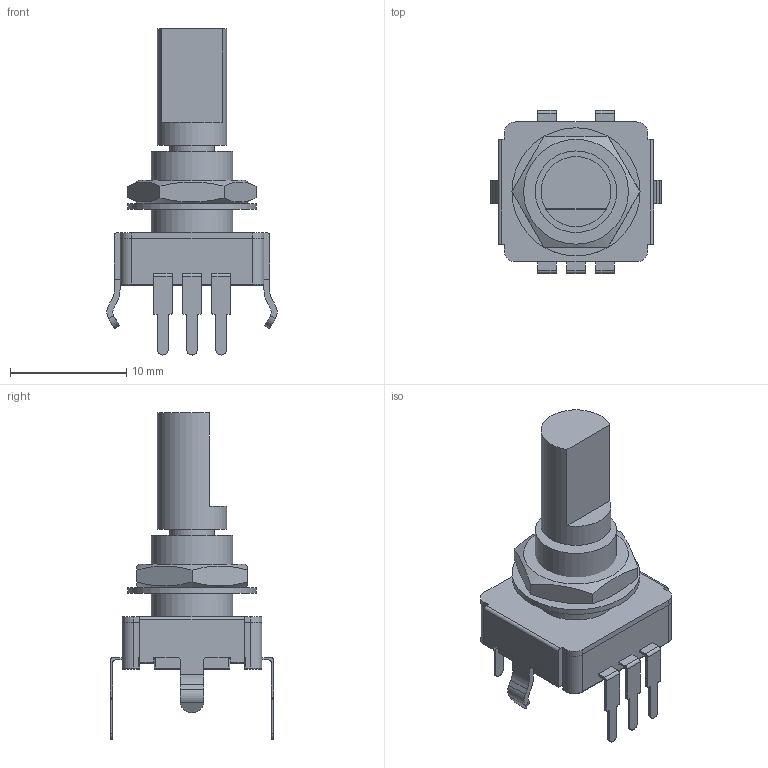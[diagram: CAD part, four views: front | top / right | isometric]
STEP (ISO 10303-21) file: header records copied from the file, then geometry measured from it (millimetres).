
FILE_DESCRIPTION(/* description */ (''),/* implementation_level */ '2;1');
FILE_NAME(/* name */ 'Encoder incremental.stp',/* time_stamp */ '2019-03-27T20:46:00+01:00',/* author */ ('Willist'),/* organization */ (''),/* preprocessor_version */ 'ST-DEVELOPER v17.2',/* originating_system */ 'Autodesk Inventor 2019',/* authorisation */ '');
FILE_SCHEMA (('AUTOMOTIVE_DESIGN { 1 0 10303 214 3 1 1 }'));
Length unit declared in the file: millimetre
Products named in the file (8): 12mm Incremental Encoder - BOURNS PEC11S; 12mm Incremental Encoder Base; 12mm Incremental Encoder Pin; 12mm Incremental Encoder Anti-Rotation Plate; 12mm Incremental Encoder Threaded Tube; 12mm Incremental Encoder Washer; Part81; 12mm Incremental Encoder Shaft
Assembly tree (11 placements, depth 2):
  12mm Incremental Encoder - BOURNS PEC11S
    12mm Incremental Encoder Base
    12mm Incremental Encoder Pin  x5
    12mm Incremental Encoder Anti-Rotation Plate
    12mm Incremental Encoder Threaded Tube
    12mm Incremental Encoder Washer
    Part81
    12mm Incremental Encoder Shaft
Bounding box: 14.62 x 14 x 28 mm (x, y, z)
Volume: 1287 mm3; surface area: 2096 mm2
Topology: 11 solids, 11 shells, 258 faces, 657 edges, 414 vertices
Faces by surface type: plane 130, cylinder 106, torus 12, sphere 8, cone 2
Full cylindrical faces by diameter (mm): 3.8 x1, 4 x1, 6 x1, 6.5 x1, 7 x1, 7.1 x1, 11 x1
Entity records: 5834 total; most frequent: DIRECTION 1025, CARTESIAN_POINT 984, ORIENTED_EDGE 914, EDGE_CURVE 457, AXIS2_PLACEMENT_3D 379, VERTEX_POINT 286, LINE 267, VECTOR 267
